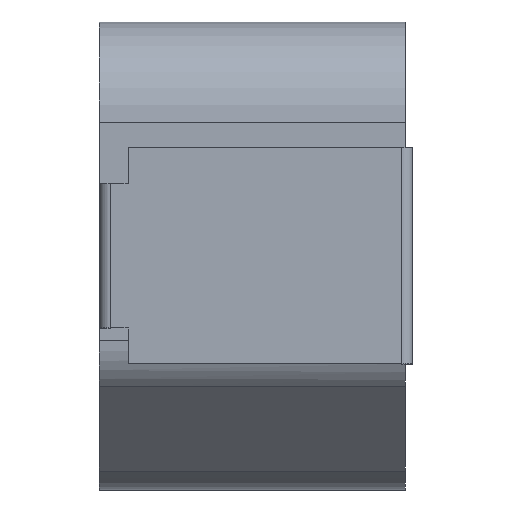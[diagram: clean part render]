
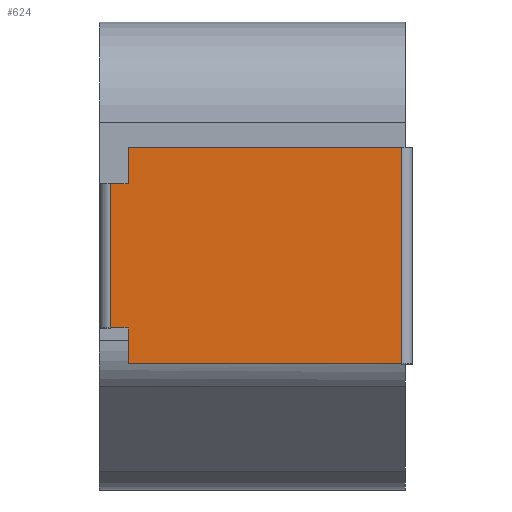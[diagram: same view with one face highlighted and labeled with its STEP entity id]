
A CAD part, left-side view. The second image highlights one B-rep face of the part: STEP entity #624.
In plain terms, the highlighted face is planar.
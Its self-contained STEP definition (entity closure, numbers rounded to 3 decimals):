
#26 = LINE ( 'NONE', #160, #406 ) ;
#44 = PLANE ( 'NONE',  #1037 ) ;
#46 = EDGE_CURVE ( 'NONE', #812, #1482, #1226, .T. ) ;
#57 = VERTEX_POINT ( 'NONE', #509 ) ;
#99 = CARTESIAN_POINT ( 'NONE',  ( 3., 4.65, 0. ) ) ;
#104 = CARTESIAN_POINT ( 'NONE',  ( 0., 0.85, 0. ) ) ;
#116 = EDGE_CURVE ( 'NONE', #812, #158, #1158, .T. ) ;
#158 = VERTEX_POINT ( 'NONE', #423 ) ;
#160 = CARTESIAN_POINT ( 'NONE',  ( 0.5, 4.9, 0. ) ) ;
#171 = FACE_OUTER_BOUND ( 'NONE', #1431, .T. ) ;
#192 = EDGE_CURVE ( 'NONE', #1324, #498, #1538, .T. ) ;
#195 = DIRECTION ( 'NONE',  ( 0., 1., 0. ) ) ;
#215 = VERTEX_POINT ( 'NONE', #1095 ) ;
#234 = CARTESIAN_POINT ( 'NONE',  ( 0., 0.85, 0. ) ) ;
#246 = DIRECTION ( 'NONE',  ( 0., -1., 0. ) ) ;
#268 = EDGE_CURVE ( 'NONE', #158, #498, #26, .T. ) ;
#300 = CARTESIAN_POINT ( 'NONE',  ( 0., 4.9, 0. ) ) ;
#325 = LINE ( 'NONE', #886, #1052 ) ;
#352 = ORIENTED_EDGE ( 'NONE', *, *, #1149, .T. ) ;
#356 = EDGE_CURVE ( 'NONE', #1324, #215, #325, .T. ) ;
#357 = VECTOR ( 'NONE', #1606, 1000. ) ;
#406 = VECTOR ( 'NONE', #1402, 1000. ) ;
#423 = CARTESIAN_POINT ( 'NONE',  ( 0.5, 4.65, 0. ) ) ;
#498 = VERTEX_POINT ( 'NONE', #1649 ) ;
#509 = CARTESIAN_POINT ( 'NONE',  ( 3., 4.65, 0. ) ) ;
#530 = CARTESIAN_POINT ( 'NONE',  ( 0., 4.65, 0. ) ) ;
#550 = DIRECTION ( 'NONE',  ( 1., 0., 0. ) ) ;
#587 = VECTOR ( 'NONE', #246, 1000. ) ;
#599 = CARTESIAN_POINT ( 'NONE',  ( 0., 0., 0. ) ) ;
#611 = ORIENTED_EDGE ( 'NONE', *, *, #1528, .T. ) ;
#618 = ORIENTED_EDGE ( 'NONE', *, *, #192, .T. ) ;
#624 = ADVANCED_FACE ( 'NONE', ( #171 ), #44, .F. ) ;
#748 = ORIENTED_EDGE ( 'NONE', *, *, #268, .F. ) ;
#769 = LINE ( 'NONE', #99, #357 ) ;
#812 = VERTEX_POINT ( 'NONE', #1497 ) ;
#839 = CARTESIAN_POINT ( 'NONE',  ( 2.5, 4.9, 0. ) ) ;
#886 = CARTESIAN_POINT ( 'NONE',  ( 2.5, 4.9, 0. ) ) ;
#897 = LINE ( 'NONE', #104, #1432 ) ;
#996 = DIRECTION ( 'NONE',  ( -1., 0., 0. ) ) ;
#1037 = AXIS2_PLACEMENT_3D ( 'NONE', #599, #1131, #996 ) ;
#1052 = VECTOR ( 'NONE', #1438, 1000. ) ;
#1062 = ORIENTED_EDGE ( 'NONE', *, *, #116, .F. ) ;
#1095 = CARTESIAN_POINT ( 'NONE',  ( 2.5, 4.65, 0. ) ) ;
#1104 = ORIENTED_EDGE ( 'NONE', *, *, #46, .T. ) ;
#1131 = DIRECTION ( 'NONE',  ( 0., 0., -1. ) ) ;
#1149 = EDGE_CURVE ( 'NONE', #1482, #1290, #897, .T. ) ;
#1158 = LINE ( 'NONE', #530, #1305 ) ;
#1226 = LINE ( 'NONE', #234, #587 ) ;
#1249 = CARTESIAN_POINT ( 'NONE',  ( 3., 0.85, 0. ) ) ;
#1290 = VERTEX_POINT ( 'NONE', #1249 ) ;
#1305 = VECTOR ( 'NONE', #550, 1000. ) ;
#1324 = VERTEX_POINT ( 'NONE', #839 ) ;
#1402 = DIRECTION ( 'NONE',  ( 0., 1., 0. ) ) ;
#1420 = ORIENTED_EDGE ( 'NONE', *, *, #356, .F. ) ;
#1431 = EDGE_LOOP ( 'NONE', ( #611, #1498, #1420, #618, #748, #1062, #1104, #352 ) ) ;
#1432 = VECTOR ( 'NONE', #1732, 1000. ) ;
#1433 = CARTESIAN_POINT ( 'NONE',  ( 0., 0.85, 0. ) ) ;
#1438 = DIRECTION ( 'NONE',  ( 0., -1., 0. ) ) ;
#1482 = VERTEX_POINT ( 'NONE', #1433 ) ;
#1497 = CARTESIAN_POINT ( 'NONE',  ( 0., 4.65, 0. ) ) ;
#1498 = ORIENTED_EDGE ( 'NONE', *, *, #1577, .F. ) ;
#1528 = EDGE_CURVE ( 'NONE', #1290, #57, #1704, .T. ) ;
#1538 = LINE ( 'NONE', #300, #1561 ) ;
#1561 = VECTOR ( 'NONE', #1667, 1000. ) ;
#1562 = CARTESIAN_POINT ( 'NONE',  ( 3., 4.9, 0. ) ) ;
#1577 = EDGE_CURVE ( 'NONE', #215, #57, #769, .T. ) ;
#1606 = DIRECTION ( 'NONE',  ( 1., 0., 0. ) ) ;
#1649 = CARTESIAN_POINT ( 'NONE',  ( 0.5, 4.9, 0. ) ) ;
#1667 = DIRECTION ( 'NONE',  ( -1., 0., 0. ) ) ;
#1682 = VECTOR ( 'NONE', #195, 1000. ) ;
#1704 = LINE ( 'NONE', #1562, #1682 ) ;
#1732 = DIRECTION ( 'NONE',  ( 1., 0., 0. ) ) ;
